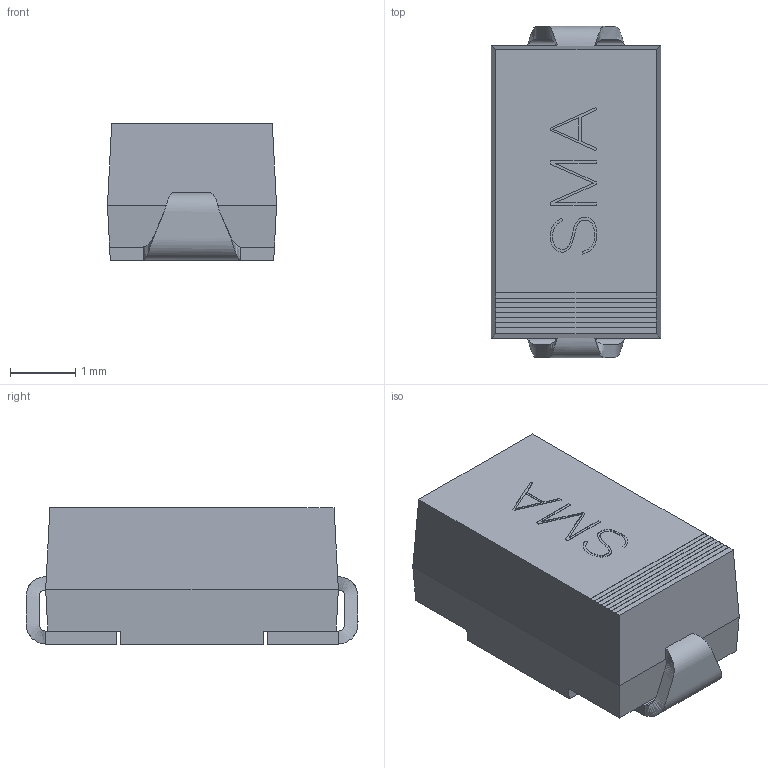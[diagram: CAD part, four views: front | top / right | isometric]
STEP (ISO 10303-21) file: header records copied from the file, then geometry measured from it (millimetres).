
FILE_DESCRIPTION (( 'STEP AP214' ), '1' );
FILE_NAME ('SMA.STEP', '2018-02-01T03:01:15', ( 'Microsoft' ), ( 'Microsoft' ), 'SwSTEP 2.0', 'SolidWorks 2016', '' );
FILE_SCHEMA (( 'AUTOMOTIVE_DESIGN' ));
Length unit declared in the file: millimetre
Products named in the file (4): SMA; 807888056; LOGOﾔｲ｣ｭ｣ｰ.｣ｳ
Assembly tree (3 placements, depth 3):
  SMA
    807888056
      SMA
      LOGOﾔｲ｣ｭ｣ｰ.｣ｳ
Bounding box: 2.6 x 5.1 x 2.11 mm (x, y, z)
Volume: 23.7 mm3; surface area: 57.9 mm2
Topology: 1 solids, 15 shells, 199 faces, 481 edges, 310 vertices
Faces by surface type: plane 134, bspline 49, cylinder 16
Entity records: 9525 total; most frequent: CARTESIAN_POINT 2786, ORIENTED_EDGE 958, DIRECTION 734, EDGE_CURVE 481, VECTOR 354, LINE 354, VERTEX_POINT 310, UNCERTAINTY_MEASURE_WITH_UNIT 219
